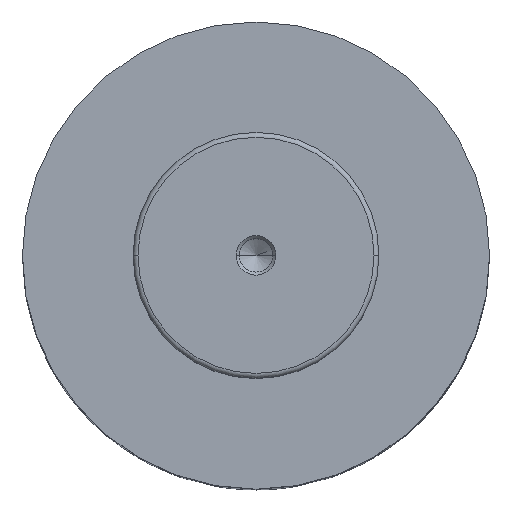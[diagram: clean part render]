
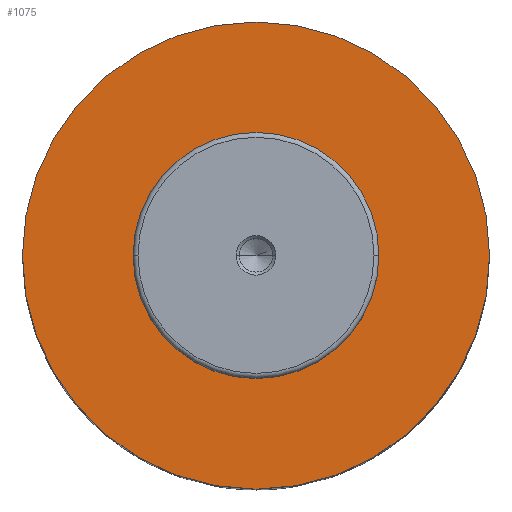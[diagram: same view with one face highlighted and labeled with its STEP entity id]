
A CAD part, top view. The second image highlights one B-rep face of the part: STEP entity #1075.
In plain terms, the highlighted planar face has unit normal (0, 0, 1).
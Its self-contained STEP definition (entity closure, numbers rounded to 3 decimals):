
#61 = DIRECTION ( 'NONE',  ( 0., 0., 1. ) ) ;
#130 = ORIENTED_EDGE ( 'NONE', *, *, #2172, .F. ) ;
#231 = PLANE ( 'NONE',  #2107 ) ;
#251 = CARTESIAN_POINT ( 'NONE',  ( 0., 0., 92. ) ) ;
#312 = DIRECTION ( 'NONE',  ( 0., 0., -1. ) ) ;
#328 = VERTEX_POINT ( 'NONE', #2202 ) ;
#348 = DIRECTION ( 'NONE',  ( 1., 0., 0. ) ) ;
#371 = ORIENTED_EDGE ( 'NONE', *, *, #1583, .F. ) ;
#384 = VERTEX_POINT ( 'NONE', #466 ) ;
#466 = CARTESIAN_POINT ( 'NONE',  ( -25., 0., 92. ) ) ;
#627 = AXIS2_PLACEMENT_3D ( 'NONE', #1051, #1059, #1065 ) ;
#647 = CIRCLE ( 'NONE', #1680, 47.5 ) ;
#676 = EDGE_CURVE ( 'NONE', #328, #384, #1990, .T. ) ;
#687 = CARTESIAN_POINT ( 'NONE',  ( 0., 0., 92. ) ) ;
#731 = CARTESIAN_POINT ( 'NONE',  ( -25., 0., 92. ) ) ;
#766 = AXIS2_PLACEMENT_3D ( 'NONE', #251, #312, #1439 ) ;
#775 = ORIENTED_EDGE ( 'NONE', *, *, #963, .T. ) ;
#825 = DIRECTION ( 'NONE',  ( -1., 0., 0. ) ) ;
#963 = EDGE_CURVE ( 'NONE', #384, #328, #1188, .T. ) ;
#1051 = CARTESIAN_POINT ( 'NONE',  ( 0., 0., 92. ) ) ;
#1059 = DIRECTION ( 'NONE',  ( 0., 0., -1. ) ) ;
#1065 = DIRECTION ( 'NONE',  ( -1., 0., 0. ) ) ;
#1075 = ADVANCED_FACE ( 'NONE', ( #1962, #1770 ), #231, .T. ) ;
#1088 = CARTESIAN_POINT ( 'NONE',  ( -47.5, 0., 92. ) ) ;
#1092 = CARTESIAN_POINT ( 'NONE',  ( 47.5, 0., 92. ) ) ;
#1138 = DIRECTION ( 'NONE',  ( 0., 0., -1. ) ) ;
#1168 = DIRECTION ( 'NONE',  ( -1., 0., 0. ) ) ;
#1188 = CIRCLE ( 'NONE', #766, 25. ) ;
#1410 = DIRECTION ( 'NONE',  ( 0., 0., -1. ) ) ;
#1439 = DIRECTION ( 'NONE',  ( -1., 0., 0. ) ) ;
#1583 = EDGE_CURVE ( 'NONE', #2029, #1646, #1874, .T. ) ;
#1615 = EDGE_LOOP ( 'NONE', ( #775, #2104 ) ) ;
#1646 = VERTEX_POINT ( 'NONE', #1088 ) ;
#1680 = AXIS2_PLACEMENT_3D ( 'NONE', #687, #1138, #825 ) ;
#1759 = CARTESIAN_POINT ( 'NONE',  ( 0., 0., 92. ) ) ;
#1770 = FACE_OUTER_BOUND ( 'NONE', #2111, .T. ) ;
#1874 = CIRCLE ( 'NONE', #627, 47.5 ) ;
#1962 = FACE_BOUND ( 'NONE', #1615, .T. ) ;
#1990 = CIRCLE ( 'NONE', #2204, 25. ) ;
#2029 = VERTEX_POINT ( 'NONE', #1092 ) ;
#2104 = ORIENTED_EDGE ( 'NONE', *, *, #676, .T. ) ;
#2107 = AXIS2_PLACEMENT_3D ( 'NONE', #731, #61, #348 ) ;
#2111 = EDGE_LOOP ( 'NONE', ( #130, #371 ) ) ;
#2172 = EDGE_CURVE ( 'NONE', #1646, #2029, #647, .T. ) ;
#2202 = CARTESIAN_POINT ( 'NONE',  ( 25., 0., 92. ) ) ;
#2204 = AXIS2_PLACEMENT_3D ( 'NONE', #1759, #1410, #1168 ) ;
